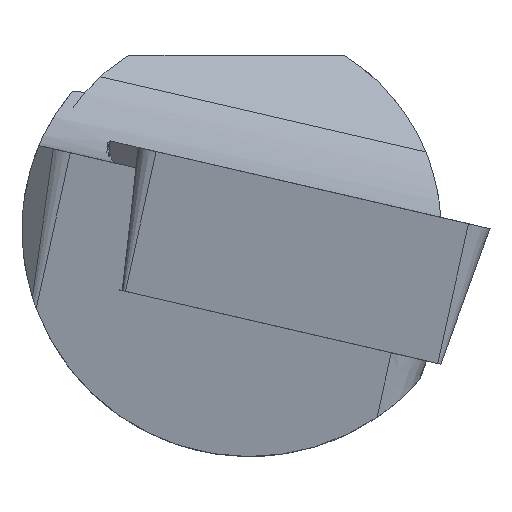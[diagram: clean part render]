
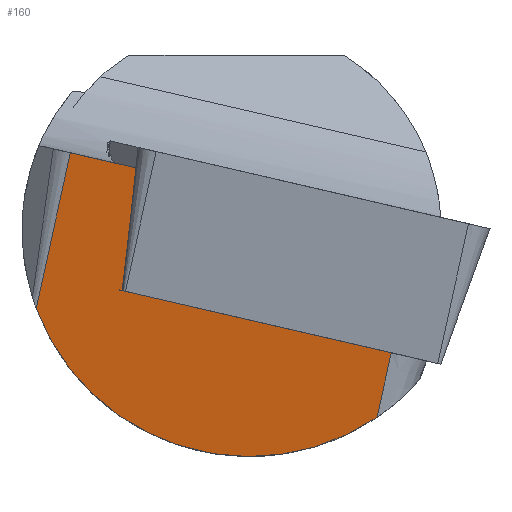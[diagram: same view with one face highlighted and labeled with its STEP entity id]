
A CAD part, left-side view. The second image highlights one B-rep face of the part: STEP entity #160.
In plain terms, the highlighted planar face has unit normal (-0.989, 0.11, -0.1).
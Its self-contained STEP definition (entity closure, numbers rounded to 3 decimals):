
#134=ELLIPSE('',#693,2.25,2.225);
#160=ADVANCED_FACE('',(#208),#183,.F.);
#183=PLANE('',#694);
#208=FACE_OUTER_BOUND('',#239,.T.);
#239=EDGE_LOOP('',(#363,#364,#365,#366,#367,#368));
#363=ORIENTED_EDGE('',*,*,#547,.T.);
#364=ORIENTED_EDGE('',*,*,#548,.T.);
#365=ORIENTED_EDGE('',*,*,#528,.F.);
#366=ORIENTED_EDGE('',*,*,#546,.F.);
#367=ORIENTED_EDGE('',*,*,#549,.T.);
#368=ORIENTED_EDGE('',*,*,#535,.T.);
#467=VERTEX_POINT('',#1018);
#468=VERTEX_POINT('',#1019);
#473=VERTEX_POINT('',#1032);
#474=VERTEX_POINT('',#1034);
#479=VERTEX_POINT('',#1086);
#480=VERTEX_POINT('',#1090);
#528=EDGE_CURVE('',#467,#468,#587,.T.);
#535=EDGE_CURVE('',#474,#473,#592,.T.);
#546=EDGE_CURVE('',#479,#467,#597,.T.);
#547=EDGE_CURVE('',#473,#480,#598,.T.);
#548=EDGE_CURVE('',#480,#468,#599,.T.);
#549=EDGE_CURVE('',#479,#474,#134,.T.);
#587=LINE('',#1017,#629);
#592=LINE('',#1033,#634);
#597=LINE('',#1087,#639);
#598=LINE('',#1089,#640);
#599=LINE('',#1091,#641);
#629=VECTOR('',#765,1.);
#634=VECTOR('',#778,1.);
#639=VECTOR('',#797,1.);
#640=VECTOR('',#800,1.);
#641=VECTOR('',#801,1.);
#693=AXIS2_PLACEMENT_3D('',#1092,#802,#803);
#694=AXIS2_PLACEMENT_3D('',#1093,#804,#805);
#765=DIRECTION('',(-0.085,-0.971,-0.224));
#778=DIRECTION('',(-0.121,-0.213,0.969));
#797=DIRECTION('',(-0.121,-0.213,0.969));
#800=DIRECTION('',(0.085,0.971,0.224));
#801=DIRECTION('',(-0.112,-0.113,0.987));
#802=DIRECTION('',(-0.989,0.11,-0.1));
#803=DIRECTION('',(-0.148,-0.732,0.665));
#804=DIRECTION('',(0.989,-0.11,0.1));
#805=DIRECTION('',(0.11,0.994,0.));
#1017=CARTESIAN_POINT('',(0.441,1.148,0.637));
#1018=CARTESIAN_POINT('',(0.483,1.626,0.747));
#1019=CARTESIAN_POINT('',(0.427,0.982,0.599));
#1032=CARTESIAN_POINT('',(0.332,-1.513,-1.209));
#1033=CARTESIAN_POINT('',(0.161,-1.814,0.158));
#1034=CARTESIAN_POINT('',(0.411,-1.375,-1.841));
#1086=CARTESIAN_POINT('',(0.674,1.961,-0.774));
#1087=CARTESIAN_POINT('',(0.459,1.583,0.943));
#1089=CARTESIAN_POINT('',(0.63,1.884,-0.425));
#1090=CARTESIAN_POINT('',(0.563,1.12,-0.601));
#1091=CARTESIAN_POINT('',(0.397,0.952,0.863));
#1092=CARTESIAN_POINT('',(0.364,-0.125,0.));
#1093=CARTESIAN_POINT('',(0.459,1.583,0.943));
